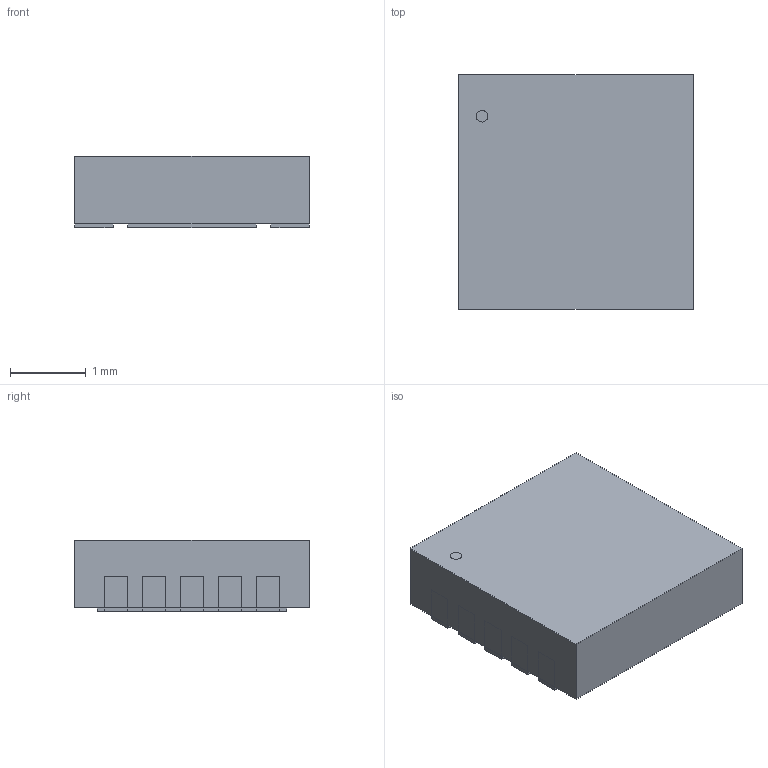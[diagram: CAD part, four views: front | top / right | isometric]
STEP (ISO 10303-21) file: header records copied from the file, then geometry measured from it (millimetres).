
FILE_DESCRIPTION(('STEP AP214'),'1');
FILE_NAME('QFN9_MP1921A_MNP','2024-01-16T07:12:56',(''),(''),'','','');
FILE_SCHEMA(('AUTOMOTIVE_DESIGN'));
Length unit declared in the file: millimetre
Products named in the file (1): product
Bounding box: 3.1 x 3.1 x 0.94 mm (x, y, z)
Volume: 8.8 mm3; surface area: 45 mm2
Topology: 12 solids, 12 shells, 87 faces, 171 edges, 108 vertices
Faces by surface type: plane 86, cylinder 1
Full cylindrical faces by diameter (mm): 0.155 x1
Entity records: 2371 total; most frequent: ORIENTED_EDGE 376, DIRECTION 368, CARTESIAN_POINT 217, EDGE_CURVE 188, LINE 186, VECTOR 186, VERTEX_POINT 126, AXIS2_PLACEMENT_3D 91
